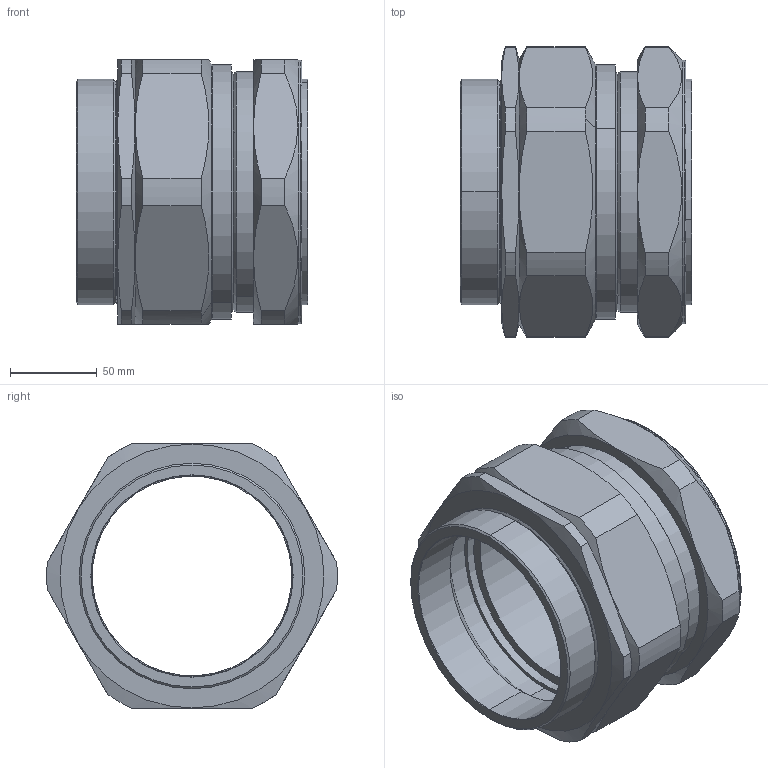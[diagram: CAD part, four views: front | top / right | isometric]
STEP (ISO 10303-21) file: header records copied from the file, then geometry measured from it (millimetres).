
FILE_DESCRIPTION (( 'STEP AP203' ), '1' );
FILE_NAME ('CX 130.step', '2015-12-01T15:39:13', ( 'bel_it' ), ( '' ), 'SwSTEP 2.0', 'SolidWorks 2014', '' );
FILE_SCHEMA (( 'CONFIG_CONTROL_DESIGN' ));
Length unit declared in the file: millimetre
Products named in the file (1): CX 130
Bounding box: 133.65 x 167.56 x 152.4 mm (x, y, z)
Surface area: 156864.2 mm2 (no closed solid volume)
Topology: 0 solids, 7 shells, 128 faces, 312 edges, 196 vertices
Faces by surface type: cone 46, cylinder 44, plane 30, torus 8
Entity records: 4221 total; most frequent: CARTESIAN_POINT 1111, DIRECTION 680, ORIENTED_EDGE 596, EDGE_CURVE 312, AXIS2_PLACEMENT_3D 289, VERTEX_POINT 196, CIRCLE 160, EDGE_LOOP 140
